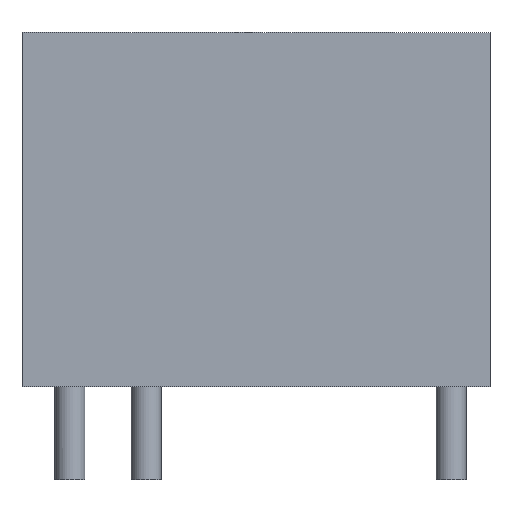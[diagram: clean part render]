
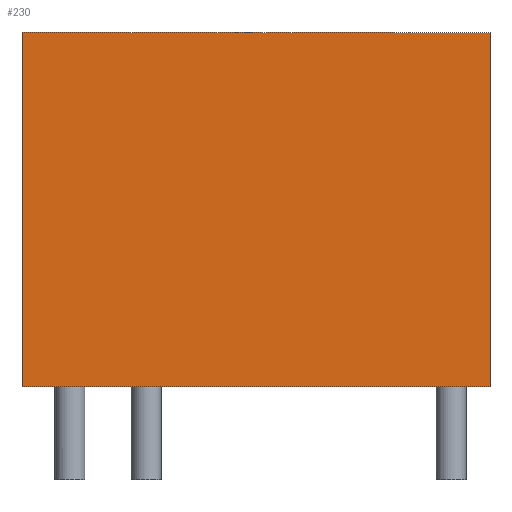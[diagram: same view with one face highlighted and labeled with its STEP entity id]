
A CAD part, front view. The second image highlights one B-rep face of the part: STEP entity #230.
In plain terms, the highlighted planar face has unit normal (0, -1, 0).
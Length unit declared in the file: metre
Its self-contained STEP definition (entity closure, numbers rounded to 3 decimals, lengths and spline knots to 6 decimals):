
#60=ORIENTED_EDGE('',*,*,#88,.F.);
#61=ORIENTED_EDGE('',*,*,#92,.T.);
#62=ORIENTED_EDGE('',*,*,#101,.T.);
#63=ORIENTED_EDGE('',*,*,#103,.F.);
#88=EDGE_CURVE('',#112,#113,#132,.T.);
#92=EDGE_CURVE('',#112,#115,#136,.T.);
#101=EDGE_CURVE('',#115,#123,#139,.T.);
#103=EDGE_CURVE('',#113,#123,#141,.T.);
#112=VERTEX_POINT('',#367);
#113=VERTEX_POINT('',#369);
#115=VERTEX_POINT('',#375);
#123=VERTEX_POINT('',#393);
#132=LINE('',#368,#144);
#136=LINE('',#376,#148);
#139=LINE('',#394,#151);
#141=LINE('',#397,#153);
#144=VECTOR('',#293,1.);
#148=VECTOR('',#299,1.);
#151=VECTOR('',#316,1.);
#153=VECTOR('',#320,1.);
#164=EDGE_LOOP('',(#60,#61,#62,#63));
#194=FACE_BOUND('',#164,.T.);
#218=PLANE('',#267);
#230=ADVANCED_FACE('',(#194),#218,.T.);
#267=AXIS2_PLACEMENT_3D('',#398,#321,#322);
#293=DIRECTION('',(1.,0.,0.));
#299=DIRECTION('',(0.,0.,-1.));
#316=DIRECTION('',(1.,0.,0.));
#320=DIRECTION('',(0.,0.,-1.));
#321=DIRECTION('',(0.,-1.,0.));
#322=DIRECTION('',(1.,0.,0.));
#367=CARTESIAN_POINT('',(-0.0156,-0.0106,0.0118));
#368=CARTESIAN_POINT('',(-0.0078,-0.0106,0.0118));
#369=CARTESIAN_POINT('',(0.,-0.0106,0.0118));
#375=CARTESIAN_POINT('',(-0.0156,-0.0106,0.));
#376=CARTESIAN_POINT('',(-0.0156,-0.0106,0.0059));
#393=CARTESIAN_POINT('',(0.,-0.0106,0.));
#394=CARTESIAN_POINT('',(-0.0078,-0.0106,0.));
#397=CARTESIAN_POINT('',(0.,-0.0106,0.0059));
#398=CARTESIAN_POINT('',(-0.0078,-0.0106,0.0059));
